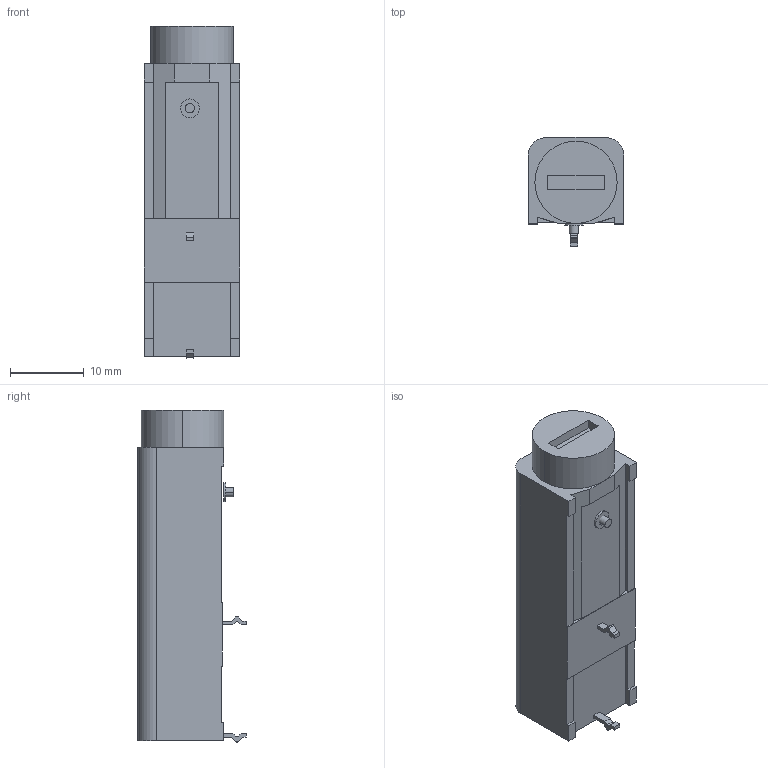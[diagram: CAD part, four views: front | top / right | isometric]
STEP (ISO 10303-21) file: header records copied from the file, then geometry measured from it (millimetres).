
FILE_DESCRIPTION (( 'STEP AP214' ), '1' );
FILE_NAME ('User Library-Block fuse bussmann HTC.STEP', '2021-10-15T05:34:58', ( '' ), ( '' ), 'SwSTEP 2.0', 'SolidWorks 2021', '' );
FILE_SCHEMA (( 'AUTOMOTIVE_DESIGN' ));
Length unit declared in the file: inch
Products named in the file (1): User Library-Block fuse bussmann HTC
Bounding box: 13 x 14.76 x 45.11 mm (x, y, z)
Volume: 6204.6 mm3; surface area: 2447.2 mm2
Topology: 3 solids, 3 shells, 76 faces, 200 edges, 133 vertices
Faces by surface type: plane 62, cylinder 14
Entity records: 3375 total; most frequent: CARTESIAN_POINT 410, ORIENTED_EDGE 400, DIRECTION 383, EDGE_CURVE 200, LINE 171, VECTOR 171, VERTEX_POINT 133, AXIS2_PLACEMENT_3D 106
